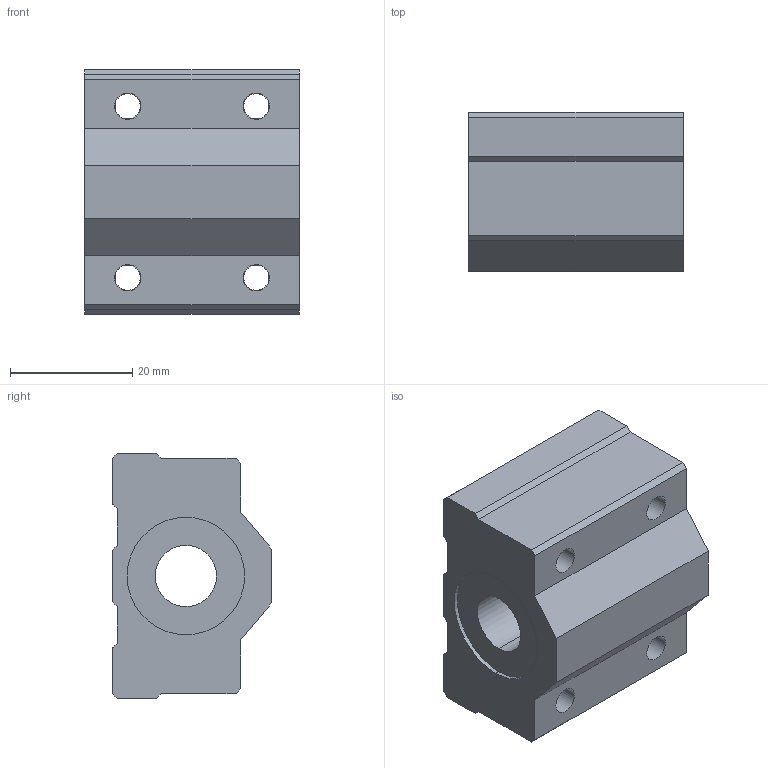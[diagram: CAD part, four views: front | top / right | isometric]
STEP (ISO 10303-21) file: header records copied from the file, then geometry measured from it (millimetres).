
FILE_DESCRIPTION(('STEP AP214'),'1');
FILE_NAME('ball_bearing_sc10uu.stp','2017-04-18T15:59:58',('TraceParts'),('TraceParts S.A.'),'Spatial InterOp 3D',' ',' ');
FILE_SCHEMA(('automotive_design'));
Length unit declared in the file: millimetre
Products named in the file (1): ball_bearing_sc10uu
Bounding box: 35 x 26 x 40 mm (x, y, z)
Volume: 26350.8 mm3; surface area: 11766.9 mm2
Topology: 1 solids, 2 shells, 84 faces, 216 edges, 142 vertices
Faces by surface type: plane 38, cylinder 34, cone 8, torus 4
Entity records: 3008 total; most frequent: DIRECTION 476, CARTESIAN_POINT 451, ORIENTED_EDGE 432, EDGE_CURVE 216, AXIS2_PLACEMENT_3D 179, VERTEX_POINT 142, LINE 118, VECTOR 118
